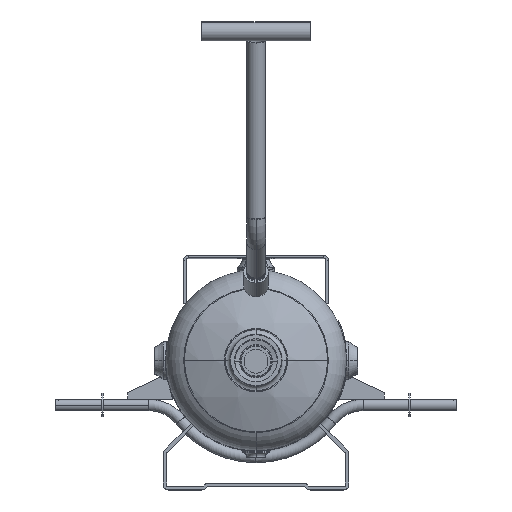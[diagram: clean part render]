
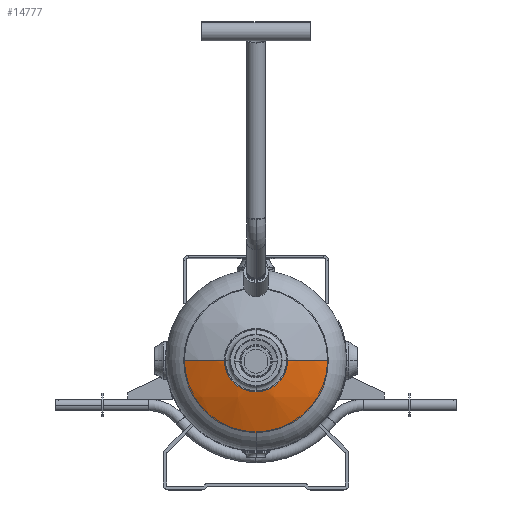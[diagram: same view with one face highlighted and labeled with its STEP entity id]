
A CAD part, top view. The second image highlights one B-rep face of the part: STEP entity #14777.
In plain terms, the highlighted spherical face has radius 228.6 mm.
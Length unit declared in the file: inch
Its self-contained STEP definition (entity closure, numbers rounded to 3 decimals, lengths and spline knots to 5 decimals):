
#963 = CARTESIAN_POINT ( 'NONE',  ( 0., 2.06844, 0. ) ) ;
#1366 = DIRECTION ( 'NONE',  ( 0., -1., 0. ) ) ;
#1715 = EDGE_CURVE ( 'NONE', #15561, #14693, #7955, .T. ) ;
#1870 = SPHERICAL_SURFACE ( 'NONE', #12327, 9. ) ;
#2981 = DIRECTION ( 'NONE',  ( 0., 0., -1. ) ) ;
#3036 = VERTEX_POINT ( 'NONE', #19287 ) ;
#4365 = AXIS2_PLACEMENT_3D ( 'NONE', #20901, #8892, #22937 ) ;
#4985 = CIRCLE ( 'NONE', #4365, 9. ) ;
#6286 = EDGE_CURVE ( 'NONE', #3036, #15828, #11302, .T. ) ;
#6883 = VERTEX_POINT ( 'NONE', #9934 ) ;
#7025 = CARTESIAN_POINT ( 'NONE',  ( 0., 2.89568, 0. ) ) ;
#7556 = ORIENTED_EDGE ( 'NONE', *, *, #1715, .F. ) ;
#7955 = CIRCLE ( 'NONE', #15047, 4. ) ;
#8464 = ORIENTED_EDGE ( 'NONE', *, *, #19168, .T. ) ;
#8892 = DIRECTION ( 'NONE',  ( 0., 0., -1. ) ) ;
#9050 = DIRECTION ( 'NONE',  ( -1., 0., 0. ) ) ;
#9134 = CARTESIAN_POINT ( 'NONE',  ( 0., -5.99382, 0. ) ) ;
#9309 = ORIENTED_EDGE ( 'NONE', *, *, #6286, .F. ) ;
#9934 = CARTESIAN_POINT ( 'NONE',  ( 4., 2.06844, 0. ) ) ;
#9965 = ORIENTED_EDGE ( 'NONE', *, *, #25778, .F. ) ;
#10189 = CARTESIAN_POINT ( 'NONE',  ( -4., 2.06844, 0. ) ) ;
#10266 = CARTESIAN_POINT ( 'NONE',  ( 0., -5.99382, 0. ) ) ;
#10406 = CIRCLE ( 'NONE', #25674, 4. ) ;
#11151 = DIRECTION ( 'NONE',  ( 1., 0., 0. ) ) ;
#11302 = CIRCLE ( 'NONE', #12732, 1.406 ) ;
#12263 = DIRECTION ( 'NONE',  ( 0., 0., 1. ) ) ;
#12327 = AXIS2_PLACEMENT_3D ( 'NONE', #10266, #12263, #16317 ) ;
#12580 = FACE_OUTER_BOUND ( 'NONE', #14246, .T. ) ;
#12732 = AXIS2_PLACEMENT_3D ( 'NONE', #7025, #21076, #9050 ) ;
#13415 = CARTESIAN_POINT ( 'NONE',  ( 0., 2.06844, 0. ) ) ;
#14209 = CIRCLE ( 'NONE', #25836, 9. ) ;
#14246 = EDGE_LOOP ( 'NONE', ( #9309, #8464, #7556, #18440, #9965 ) ) ;
#14693 = VERTEX_POINT ( 'NONE', #10189 ) ;
#14777 = ADVANCED_FACE ( 'NONE', ( #12580 ), #1870, .T. ) ;
#15034 = DIRECTION ( 'NONE',  ( 0., -1., 0. ) ) ;
#15047 = AXIS2_PLACEMENT_3D ( 'NONE', #963, #15034, #2981 ) ;
#15445 = DIRECTION ( 'NONE',  ( 0., 0., -1. ) ) ;
#15561 = VERTEX_POINT ( 'NONE', #18379 ) ;
#15828 = VERTEX_POINT ( 'NONE', #23195 ) ;
#16317 = DIRECTION ( 'NONE',  ( 1., 0., 0. ) ) ;
#18379 = CARTESIAN_POINT ( 'NONE',  ( 0., 2.06844, 4. ) ) ;
#18440 = ORIENTED_EDGE ( 'NONE', *, *, #20675, .F. ) ;
#19168 = EDGE_CURVE ( 'NONE', #3036, #14693, #14209, .T. ) ;
#19287 = CARTESIAN_POINT ( 'NONE',  ( -1.406, 2.89568, 0. ) ) ;
#20675 = EDGE_CURVE ( 'NONE', #6883, #15561, #10406, .T. ) ;
#20901 = CARTESIAN_POINT ( 'NONE',  ( 0., -5.99382, 0. ) ) ;
#21076 = DIRECTION ( 'NONE',  ( 0., 1., 0. ) ) ;
#22937 = DIRECTION ( 'NONE',  ( -1., 0., 0. ) ) ;
#23182 = DIRECTION ( 'NONE',  ( 0., 0., 1. ) ) ;
#23195 = CARTESIAN_POINT ( 'NONE',  ( 1.406, 2.89568, 0. ) ) ;
#25674 = AXIS2_PLACEMENT_3D ( 'NONE', #13415, #1366, #15445 ) ;
#25778 = EDGE_CURVE ( 'NONE', #15828, #6883, #4985, .T. ) ;
#25836 = AXIS2_PLACEMENT_3D ( 'NONE', #9134, #23182, #11151 ) ;
